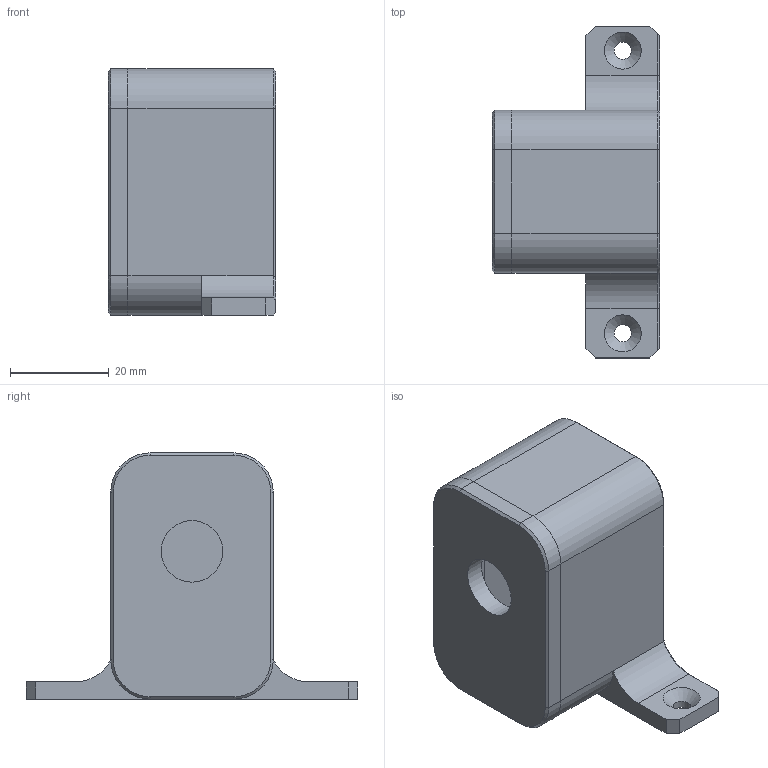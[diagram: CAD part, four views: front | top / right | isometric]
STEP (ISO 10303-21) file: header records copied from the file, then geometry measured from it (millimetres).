
FILE_DESCRIPTION(/* description */ (''),/* implementation_level */ '2;1');
FILE_NAME(/* name */ 'Suporte boia 2 v8.step',/* time_stamp */ '2024-10-22T14:05:17-03:00',/* author */ (''),/* organization */ (''),/* preprocessor_version */ 'ST-DEVELOPER v20',/* originating_system */ 'Autodesk Translation Framework v13.20.0.188',/* authorisation */ '');
FILE_SCHEMA (('AUTOMOTIVE_DESIGN { 1 0 10303 214 3 1 1 }'));
Length unit declared in the file: millimetre
Products named in the file (1): Suporte boia 2
Bounding box: 34 x 67.39 x 50 mm (x, y, z)
Volume: 26253.4 mm3; surface area: 17201.2 mm2
Topology: 2 solids, 2 shells, 111 faces, 273 edges, 170 vertices
Faces by surface type: plane 62, cylinder 35, cone 14
Full cylindrical faces by diameter (mm): 3.5 x2, 12.5 x1
Entity records: 3289 total; most frequent: DIRECTION 575, CARTESIAN_POINT 561, ORIENTED_EDGE 546, EDGE_CURVE 273, AXIS2_PLACEMENT_3D 192, LINE 191, VECTOR 191, VERTEX_POINT 170
